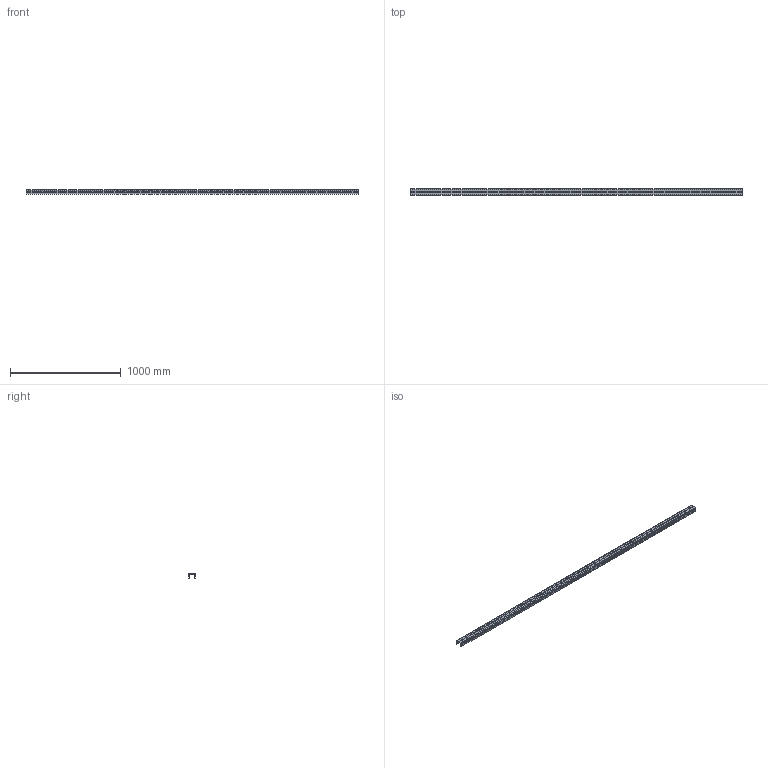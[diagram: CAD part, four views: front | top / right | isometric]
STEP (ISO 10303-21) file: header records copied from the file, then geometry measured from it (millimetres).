
FILE_DESCRIPTION(/* description */ (''),/* implementation_level */ '2;1');
FILE_NAME(/* name */ '348378.stp',/* time_stamp */ '2025-12-05T09:35:54+01:00',/* author */ ('mael.lecharpentier'),/* organization */ (''),/* preprocessor_version */ 'ST-DEVELOPER v20',/* originating_system */ 'AutoCAD Mechanical',/* authorisation */ '');
FILE_SCHEMA (('AUTOMOTIVE_DESIGN { 1 0 10303 214 3 1 1 }'));
Length unit declared in the file: millimetre
Products named in the file (1): Product
Bounding box: 3000 x 60.4 x 40.2 mm (x, y, z)
Volume: 1584000 mm3; surface area: 940355.7 mm2
Topology: 1 solids, 361 shells, 374 faces, 1476 edges, 1464 vertices
Faces by surface type: plane 370, cylinder 4
Entity records: 16665 total; most frequent: CARTESIAN_POINT 3315, DIRECTION 2954, ORIENTED_EDGE 1512, EDGE_CURVE 1476, VERTEX_POINT 1464, AXIS2_PLACEMENT_3D 1103, LINE 748, VECTOR 748
